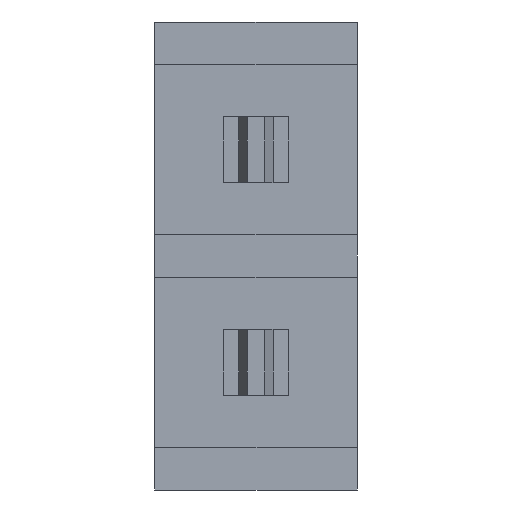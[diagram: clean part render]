
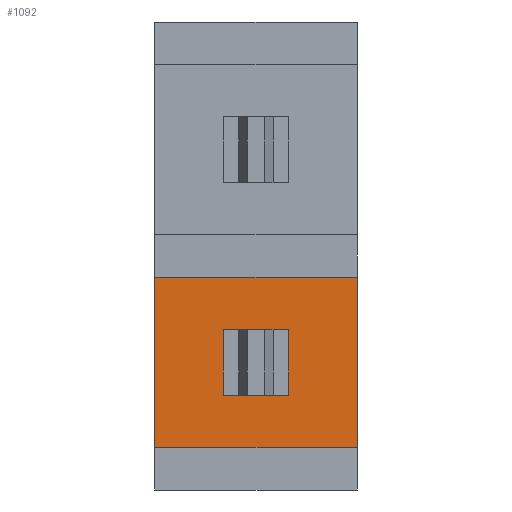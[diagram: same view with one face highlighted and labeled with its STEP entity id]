
A CAD part, front view. The second image highlights one B-rep face of the part: STEP entity #1092.
In plain terms, the highlighted planar face has unit normal (0, -1, 0).
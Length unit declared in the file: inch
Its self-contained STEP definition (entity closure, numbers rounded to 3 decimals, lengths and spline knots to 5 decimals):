
#16 = VERTEX_POINT ( 'NONE', #1820 ) ;
#26 = LINE ( 'NONE', #674, #1986 ) ;
#30 = EDGE_CURVE ( 'NONE', #1597, #298, #2174, .T. ) ;
#36 = CARTESIAN_POINT ( 'NONE',  ( 0.0475, 0.02, -0.01 ) ) ;
#62 = EDGE_CURVE ( 'NONE', #2026, #438, #1398, .T. ) ;
#94 = LINE ( 'NONE', #1823, #905 ) ;
#175 = CARTESIAN_POINT ( 'NONE',  ( 0.0155, 0.02, -0.01 ) ) ;
#217 = EDGE_CURVE ( 'NONE', #16, #1232, #2566, .T. ) ;
#253 = DIRECTION ( 'NONE',  ( 1., 0., 0. ) ) ;
#275 = CARTESIAN_POINT ( 'NONE',  ( 0.0155, 0.02, -0.0655 ) ) ;
#298 = VERTEX_POINT ( 'NONE', #2123 ) ;
#318 = ORIENTED_EDGE ( 'NONE', *, *, #1410, .T. ) ;
#438 = VERTEX_POINT ( 'NONE', #1966 ) ;
#482 = VECTOR ( 'NONE', #1141, 39.37008 ) ;
#501 = VECTOR ( 'NONE', #253, 39.37008 ) ;
#558 = CARTESIAN_POINT ( 'NONE',  ( -0.04754, 0.02, -0.0655 ) ) ;
#643 = ORIENTED_EDGE ( 'NONE', *, *, #970, .T. ) ;
#648 = CARTESIAN_POINT ( 'NONE',  ( -0.0155, 0.02, -0.0655 ) ) ;
#649 = DIRECTION ( 'NONE',  ( 0., 1., 0. ) ) ;
#651 = CARTESIAN_POINT ( 'NONE',  ( -0.04754, 0.02, -0.09 ) ) ;
#674 = CARTESIAN_POINT ( 'NONE',  ( -0.04754, 0.02, -0.0655 ) ) ;
#709 = ORIENTED_EDGE ( 'NONE', *, *, #2214, .T. ) ;
#760 = DIRECTION ( 'NONE',  ( 1., 0., 0. ) ) ;
#797 = LINE ( 'NONE', #1123, #1200 ) ;
#831 = EDGE_CURVE ( 'NONE', #1812, #1695, #2294, .T. ) ;
#836 = CARTESIAN_POINT ( 'NONE',  ( 0.0475, 0.02, -0.01 ) ) ;
#869 = ORIENTED_EDGE ( 'NONE', *, *, #1851, .F. ) ;
#870 = VERTEX_POINT ( 'NONE', #1778 ) ;
#881 = EDGE_CURVE ( 'NONE', #1632, #1597, #2562, .T. ) ;
#905 = VECTOR ( 'NONE', #2240, 39.37008 ) ;
#920 = FACE_OUTER_BOUND ( 'NONE', #1215, .T. ) ;
#935 = DIRECTION ( 'NONE',  ( -1., 0., 0. ) ) ;
#956 = FACE_BOUND ( 'NONE', #1781, .T. ) ;
#970 = EDGE_CURVE ( 'NONE', #438, #2135, #1265, .T. ) ;
#1076 = CARTESIAN_POINT ( 'NONE',  ( -0.04754, 0.02, -0.01 ) ) ;
#1092 = ADVANCED_FACE ( 'NONE', ( #956, #920 ), #2260, .F. ) ;
#1121 = EDGE_CURVE ( 'NONE', #870, #2026, #797, .T. ) ;
#1123 = CARTESIAN_POINT ( 'NONE',  ( -0.0475, 0.02, -0.01 ) ) ;
#1141 = DIRECTION ( 'NONE',  ( -1., 0., 0. ) ) ;
#1200 = VECTOR ( 'NONE', #2077, 39.37008 ) ;
#1201 = DIRECTION ( 'NONE',  ( 0., 0., 1. ) ) ;
#1215 = EDGE_LOOP ( 'NONE', ( #1444, #1273, #643, #2397 ) ) ;
#1232 = VERTEX_POINT ( 'NONE', #2297 ) ;
#1265 = LINE ( 'NONE', #36, #2199 ) ;
#1273 = ORIENTED_EDGE ( 'NONE', *, *, #62, .T. ) ;
#1304 = VECTOR ( 'NONE', #2153, 39.37008 ) ;
#1320 = VECTOR ( 'NONE', #760, 39.37008 ) ;
#1332 = VECTOR ( 'NONE', #1201, 39.37008 ) ;
#1348 = CARTESIAN_POINT ( 'NONE',  ( -0.04754, 0.02, -0.0345 ) ) ;
#1361 = ORIENTED_EDGE ( 'NONE', *, *, #831, .T. ) ;
#1398 = LINE ( 'NONE', #651, #1821 ) ;
#1410 = EDGE_CURVE ( 'NONE', #2573, #1812, #2217, .T. ) ;
#1444 = ORIENTED_EDGE ( 'NONE', *, *, #1121, .T. ) ;
#1523 = CARTESIAN_POINT ( 'NONE',  ( -0.04754, 0.02, -0.0345 ) ) ;
#1531 = ORIENTED_EDGE ( 'NONE', *, *, #2259, .T. ) ;
#1597 = VERTEX_POINT ( 'NONE', #2185 ) ;
#1612 = LINE ( 'NONE', #1523, #482 ) ;
#1614 = CARTESIAN_POINT ( 'NONE',  ( -0.04754, 0.02, -0.0345 ) ) ;
#1632 = VERTEX_POINT ( 'NONE', #648 ) ;
#1658 = CARTESIAN_POINT ( 'NONE',  ( 0.008, 0.02, -0.0345 ) ) ;
#1695 = VERTEX_POINT ( 'NONE', #275 ) ;
#1751 = ORIENTED_EDGE ( 'NONE', *, *, #881, .T. ) ;
#1778 = CARTESIAN_POINT ( 'NONE',  ( -0.0475, 0.02, -0.01 ) ) ;
#1781 = EDGE_LOOP ( 'NONE', ( #1786, #869, #318, #1361, #1531, #1783, #709, #1751 ) ) ;
#1783 = ORIENTED_EDGE ( 'NONE', *, *, #217, .T. ) ;
#1786 = ORIENTED_EDGE ( 'NONE', *, *, #30, .T. ) ;
#1805 = DIRECTION ( 'NONE',  ( -1., 0., 0. ) ) ;
#1812 = VERTEX_POINT ( 'NONE', #2074 ) ;
#1820 = CARTESIAN_POINT ( 'NONE',  ( 0.008, 0.02, -0.0655 ) ) ;
#1821 = VECTOR ( 'NONE', #2242, 39.37008 ) ;
#1823 = CARTESIAN_POINT ( 'NONE',  ( -0.04754, 0.02, -0.01 ) ) ;
#1851 = EDGE_CURVE ( 'NONE', #2573, #298, #1612, .T. ) ;
#1873 = DIRECTION ( 'NONE',  ( -1., 0., 0. ) ) ;
#1890 = VECTOR ( 'NONE', #1805, 39.37008 ) ;
#1966 = CARTESIAN_POINT ( 'NONE',  ( 0.0475, 0.02, -0.09 ) ) ;
#1986 = VECTOR ( 'NONE', #1873, 39.37008 ) ;
#1999 = CARTESIAN_POINT ( 'NONE',  ( -0.04754, 0.02, -0.0655 ) ) ;
#2026 = VERTEX_POINT ( 'NONE', #2191 ) ;
#2074 = CARTESIAN_POINT ( 'NONE',  ( 0.0155, 0.02, -0.0345 ) ) ;
#2077 = DIRECTION ( 'NONE',  ( 0., 0., -1. ) ) ;
#2123 = CARTESIAN_POINT ( 'NONE',  ( -0.008, 0.02, -0.0345 ) ) ;
#2135 = VERTEX_POINT ( 'NONE', #836 ) ;
#2153 = DIRECTION ( 'NONE',  ( 0., 0., -1. ) ) ;
#2161 = EDGE_CURVE ( 'NONE', #870, #2135, #94, .T. ) ;
#2174 = LINE ( 'NONE', #1614, #501 ) ;
#2185 = CARTESIAN_POINT ( 'NONE',  ( -0.0155, 0.02, -0.0345 ) ) ;
#2191 = CARTESIAN_POINT ( 'NONE',  ( -0.0475, 0.02, -0.09 ) ) ;
#2199 = VECTOR ( 'NONE', #2413, 39.37008 ) ;
#2214 = EDGE_CURVE ( 'NONE', #1232, #1632, #2427, .T. ) ;
#2217 = LINE ( 'NONE', #1348, #1320 ) ;
#2218 = CARTESIAN_POINT ( 'NONE',  ( -0.0155, 0.02, -0.01 ) ) ;
#2235 = AXIS2_PLACEMENT_3D ( 'NONE', #1076, #649, #2459 ) ;
#2240 = DIRECTION ( 'NONE',  ( 1., 0., 0. ) ) ;
#2242 = DIRECTION ( 'NONE',  ( 1., 0., 0. ) ) ;
#2259 = EDGE_CURVE ( 'NONE', #1695, #16, #26, .T. ) ;
#2260 = PLANE ( 'NONE',  #2235 ) ;
#2294 = LINE ( 'NONE', #175, #1304 ) ;
#2295 = VECTOR ( 'NONE', #935, 39.37008 ) ;
#2297 = CARTESIAN_POINT ( 'NONE',  ( -0.008, 0.02, -0.0655 ) ) ;
#2397 = ORIENTED_EDGE ( 'NONE', *, *, #2161, .F. ) ;
#2413 = DIRECTION ( 'NONE',  ( 0., 0., 1. ) ) ;
#2427 = LINE ( 'NONE', #1999, #1890 ) ;
#2459 = DIRECTION ( 'NONE',  ( 0., 0., 1. ) ) ;
#2562 = LINE ( 'NONE', #2218, #1332 ) ;
#2566 = LINE ( 'NONE', #558, #2295 ) ;
#2573 = VERTEX_POINT ( 'NONE', #1658 ) ;
